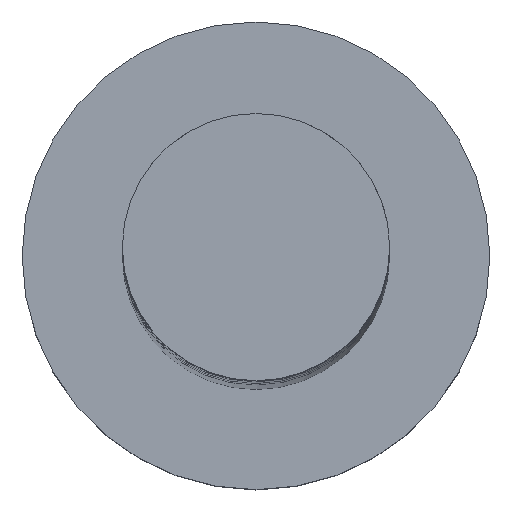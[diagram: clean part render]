
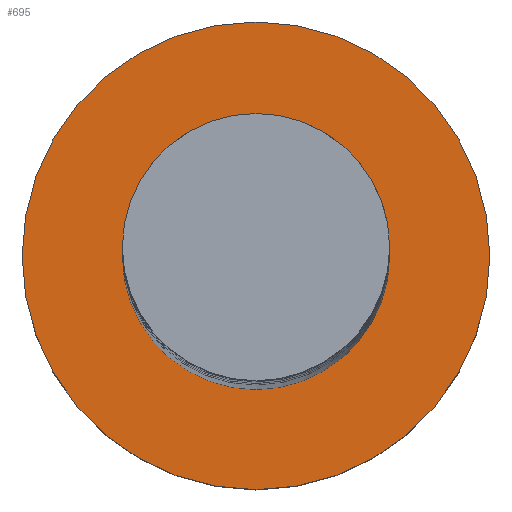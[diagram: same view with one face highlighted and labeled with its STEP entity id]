
A CAD part, top view. The second image highlights one B-rep face of the part: STEP entity #695.
In plain terms, the highlighted planar face has unit normal (0, 0, 1).
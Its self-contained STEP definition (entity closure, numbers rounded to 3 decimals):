
#98 = DIRECTION ( 'NONE',  ( 1., 0., 0. ) ) ;
#156 = DIRECTION ( 'NONE',  ( 0., 0., 1. ) ) ;
#235 = ORIENTED_EDGE ( 'NONE', *, *, #1626, .F. ) ;
#296 = AXIS2_PLACEMENT_3D ( 'NONE', #1489, #1475, #1603 ) ;
#342 = EDGE_LOOP ( 'NONE', ( #235, #962 ) ) ;
#344 = FACE_BOUND ( 'NONE', #342, .T. ) ;
#366 = CARTESIAN_POINT ( 'NONE',  ( 0., 0., 5. ) ) ;
#395 = EDGE_CURVE ( 'NONE', #591, #401, #1281, .T. ) ;
#401 = VERTEX_POINT ( 'NONE', #1448 ) ;
#436 = VERTEX_POINT ( 'NONE', #441 ) ;
#441 = CARTESIAN_POINT ( 'NONE',  ( -7., 0., 5. ) ) ;
#471 = PLANE ( 'NONE',  #1575 ) ;
#591 = VERTEX_POINT ( 'NONE', #1373 ) ;
#610 = CARTESIAN_POINT ( 'NONE',  ( 7., 0., 5. ) ) ;
#632 = FACE_OUTER_BOUND ( 'NONE', #731, .T. ) ;
#641 = AXIS2_PLACEMENT_3D ( 'NONE', #790, #156, #1078 ) ;
#695 = ADVANCED_FACE ( 'NONE', ( #344, #632 ), #471, .T. ) ;
#697 = CARTESIAN_POINT ( 'NONE',  ( 0., 0., 5. ) ) ;
#726 = AXIS2_PLACEMENT_3D ( 'NONE', #697, #1084, #1348 ) ;
#731 = EDGE_LOOP ( 'NONE', ( #844, #1012 ) ) ;
#759 = CIRCLE ( 'NONE', #296, 7. ) ;
#790 = CARTESIAN_POINT ( 'NONE',  ( 0., 0., 5. ) ) ;
#844 = ORIENTED_EDGE ( 'NONE', *, *, #1075, .T. ) ;
#951 = AXIS2_PLACEMENT_3D ( 'NONE', #366, #1499, #1123 ) ;
#962 = ORIENTED_EDGE ( 'NONE', *, *, #395, .F. ) ;
#1012 = ORIENTED_EDGE ( 'NONE', *, *, #1370, .T. ) ;
#1075 = EDGE_CURVE ( 'NONE', #436, #1506, #1523, .T. ) ;
#1078 = DIRECTION ( 'NONE',  ( 1., 0., 0. ) ) ;
#1084 = DIRECTION ( 'NONE',  ( 0., 0., 1. ) ) ;
#1123 = DIRECTION ( 'NONE',  ( 1., 0., 0. ) ) ;
#1281 = CIRCLE ( 'NONE', #641, 4. ) ;
#1348 = DIRECTION ( 'NONE',  ( 1., 0., 0. ) ) ;
#1365 = DIRECTION ( 'NONE',  ( 0., 0., 1. ) ) ;
#1370 = EDGE_CURVE ( 'NONE', #1506, #436, #759, .T. ) ;
#1373 = CARTESIAN_POINT ( 'NONE',  ( 4., 0., 5. ) ) ;
#1383 = CARTESIAN_POINT ( 'NONE',  ( 0., 0., 5. ) ) ;
#1448 = CARTESIAN_POINT ( 'NONE',  ( -4., 0., 5. ) ) ;
#1450 = CIRCLE ( 'NONE', #951, 4. ) ;
#1475 = DIRECTION ( 'NONE',  ( 0., 0., 1. ) ) ;
#1489 = CARTESIAN_POINT ( 'NONE',  ( 0., 0., 5. ) ) ;
#1499 = DIRECTION ( 'NONE',  ( 0., 0., 1. ) ) ;
#1506 = VERTEX_POINT ( 'NONE', #610 ) ;
#1523 = CIRCLE ( 'NONE', #726, 7. ) ;
#1575 = AXIS2_PLACEMENT_3D ( 'NONE', #1383, #1365, #98 ) ;
#1603 = DIRECTION ( 'NONE',  ( 1., 0., 0. ) ) ;
#1626 = EDGE_CURVE ( 'NONE', #401, #591, #1450, .T. ) ;
